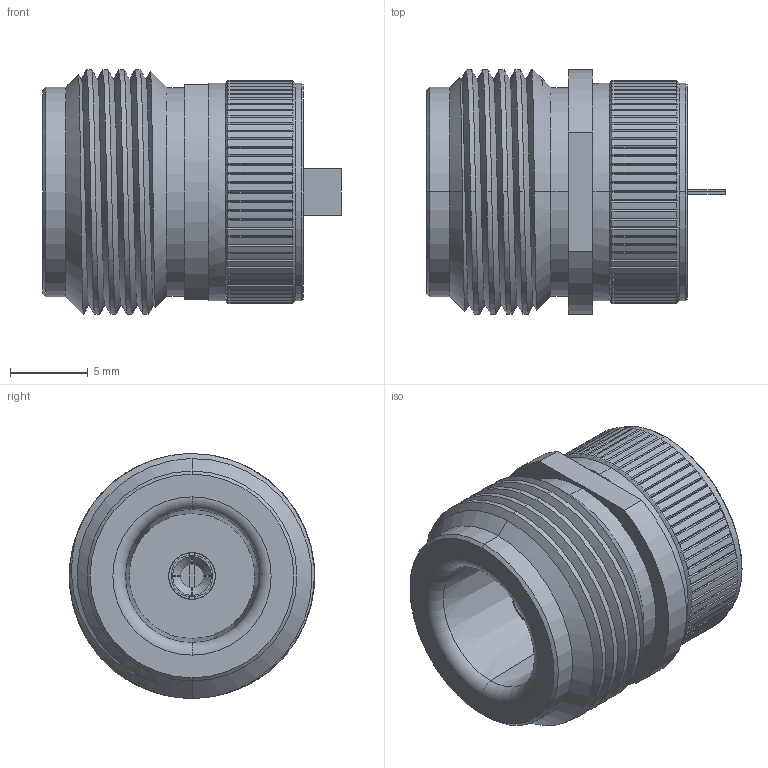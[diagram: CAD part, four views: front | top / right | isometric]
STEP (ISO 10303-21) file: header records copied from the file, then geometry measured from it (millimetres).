
FILE_DESCRIPTION (( 'STEP AP214' ), '1' );
FILE_NAME ('25-071-B3-10.7.STEP', '2025-02-27T10:09:03', ( '' ), ( '' ), 'SwSTEP 2.0', 'SolidWorks 2024', '' );
FILE_SCHEMA (( 'AUTOMOTIVE_DESIGN' ));
Length unit declared in the file: millimetre
Products named in the file (1): 25-071-B3-10.7
Bounding box: 19.22 x 15.75 x 15.75 mm (x, y, z)
Surface area: 1874.4 mm2 (no closed solid volume)
Topology: 0 solids, 7 shells, 297 faces, 857 edges, 569 vertices
Faces by surface type: plane 167, cylinder 104, cone 22, torus 2, bspline 2
Entity records: 10932 total; most frequent: CARTESIAN_POINT 3642, ORIENTED_EDGE 1680, DIRECTION 1325, EDGE_CURVE 857, VERTEX_POINT 569, AXIS2_PLACEMENT_3D 519, B_SPLINE_CURVE_WITH_KNOTS 327, EDGE_LOOP 301
